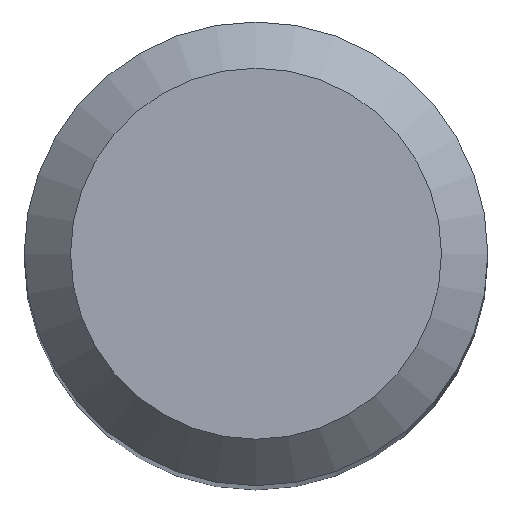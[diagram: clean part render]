
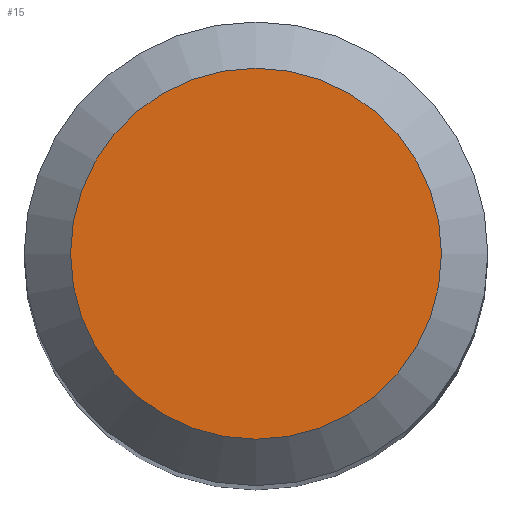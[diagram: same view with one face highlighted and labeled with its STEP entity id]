
A CAD part, top view. The second image highlights one B-rep face of the part: STEP entity #15.
In plain terms, the highlighted planar face has unit normal (0, 0, 1).
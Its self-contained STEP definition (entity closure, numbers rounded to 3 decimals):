
#5 = FACE_OUTER_BOUND ( 'NONE', #155, .T. ) ;
#9 = CARTESIAN_POINT ( 'NONE',  ( 0., 0., 79. ) ) ;
#15 = ADVANCED_FACE ( 'NONE', ( #5 ), #252, .F. ) ;
#37 = VERTEX_POINT ( 'NONE', #137 ) ;
#64 = ORIENTED_EDGE ( 'NONE', *, *, #135, .F. ) ;
#90 = DIRECTION ( 'NONE',  ( 0., 0., -1. ) ) ;
#93 = DIRECTION ( 'NONE',  ( 0., 0., -1. ) ) ;
#95 = DIRECTION ( 'NONE',  ( 0., 1., 0. ) ) ;
#135 = EDGE_CURVE ( 'NONE', #37, #37, #167, .T. ) ;
#137 = CARTESIAN_POINT ( 'NONE',  ( 0., 3.2, 79. ) ) ;
#152 = CARTESIAN_POINT ( 'NONE',  ( 0., 0., 79. ) ) ;
#155 = EDGE_LOOP ( 'NONE', ( #64 ) ) ;
#167 = CIRCLE ( 'NONE', #175, 3.2 ) ;
#175 = AXIS2_PLACEMENT_3D ( 'NONE', #9, #93, #95 ) ;
#201 = AXIS2_PLACEMENT_3D ( 'NONE', #152, #90, #230 ) ;
#230 = DIRECTION ( 'NONE',  ( 0., 1., 0. ) ) ;
#252 = PLANE ( 'NONE',  #201 ) ;
